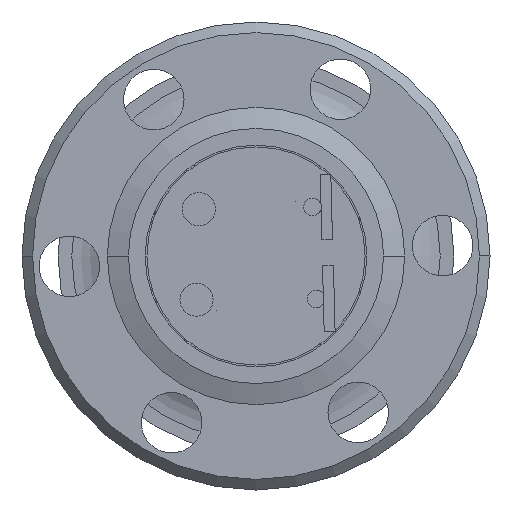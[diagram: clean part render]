
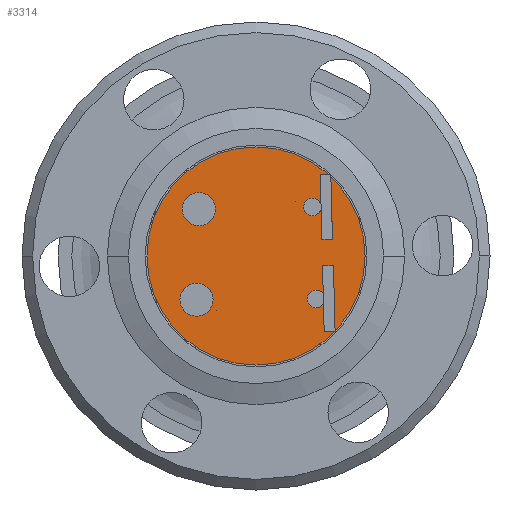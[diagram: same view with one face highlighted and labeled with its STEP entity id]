
A CAD part, front view. The second image highlights one B-rep face of the part: STEP entity #3314.
In plain terms, the highlighted planar face has unit normal (0, -1, 0).
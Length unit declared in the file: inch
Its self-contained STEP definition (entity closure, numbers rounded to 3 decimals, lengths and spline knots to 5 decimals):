
#1237 = CIRCLE ( 'NONE', #9991, 0.025 ) ;
#1348 = CIRCLE ( 'NONE', #4861, 0.00005 ) ;
#1353 = CIRCLE ( 'NONE', #4863, 0.00005 ) ;
#1391 = CARTESIAN_POINT ( 'NONE',  ( -0.11104, -2.13333, -0.15418 ) ) ;
#1393 = DIRECTION ( 'NONE',  ( 0., 1., 0. ) ) ;
#1395 = DIRECTION ( 'NONE',  ( 0., 0., -1. ) ) ;
#1555 = CARTESIAN_POINT ( 'NONE',  ( 0.17059, -2.13333, -0.12215 ) ) ;
#1556 = DIRECTION ( 'NONE',  ( 0., 1., 0. ) ) ;
#1557 = DIRECTION ( 'NONE',  ( 0., 0., -1. ) ) ;
#1744 = CARTESIAN_POINT ( 'NONE',  ( 0.11104, -2.13333, 0.15418 ) ) ;
#1745 = DIRECTION ( 'NONE',  ( 0., 1., 0. ) ) ;
#1746 = DIRECTION ( 'NONE',  ( 0., 0., -1. ) ) ;
#1754 = CARTESIAN_POINT ( 'NONE',  ( -0.11104, -2.13333, -0.15418 ) ) ;
#1755 = DIRECTION ( 'NONE',  ( 0., 1., 0. ) ) ;
#1756 = DIRECTION ( 'NONE',  ( 0., 0., -1. ) ) ;
#1760 = CARTESIAN_POINT ( 'NONE',  ( 0., -2.13333, 0. ) ) ;
#1761 = DIRECTION ( 'NONE',  ( 0., 1., 0. ) ) ;
#1762 = DIRECTION ( 'NONE',  ( 0., 0., 1. ) ) ;
#1816 = CARTESIAN_POINT ( 'NONE',  ( 0.17059, -2.13333, -0.14715 ) ) ;
#1868 = CARTESIAN_POINT ( 'NONE',  ( 0.18565, -2.13333, 0.13912 ) ) ;
#2120 = CARTESIAN_POINT ( 'NONE',  ( -0.16267, -2.13333, 0.13324 ) ) ;
#2121 = DIRECTION ( 'NONE',  ( 0., 1., 0. ) ) ;
#2122 = DIRECTION ( 'NONE',  ( 1., 0., 0. ) ) ;
#2435 = VERTEX_POINT ( 'NONE', #5925 ) ;
#2437 = VERTEX_POINT ( 'NONE', #5927 ) ;
#2579 = CARTESIAN_POINT ( 'NONE',  ( -0.16901, -2.13333, -0.12416 ) ) ;
#2580 = DIRECTION ( 'NONE',  ( 0., 1., 0. ) ) ;
#2581 = DIRECTION ( 'NONE',  ( 0., 0., -1. ) ) ;
#2724 = AXIS2_PLACEMENT_3D ( 'NONE', #4213, #4214, #4215 ) ;
#2782 = ORIENTED_EDGE ( 'NONE', *, *, #3790, .T. ) ;
#2803 = ORIENTED_EDGE ( 'NONE', *, *, #9634, .T. ) ;
#2824 = ORIENTED_EDGE ( 'NONE', *, *, #3580, .T. ) ;
#2836 = ORIENTED_EDGE ( 'NONE', *, *, #9559, .T. ) ;
#2837 = ORIENTED_EDGE ( 'NONE', *, *, #8436, .T. ) ;
#3016 = CIRCLE ( 'NONE', #2724, 0.025 ) ;
#3077 = CIRCLE ( 'NONE', #8396, 0.047 ) ;
#3203 = CIRCLE ( 'NONE', #10665, 0.047 ) ;
#3314 = ADVANCED_FACE ( 'NONE', ( #9440, #9450, #9446, #9442, #9448, #9451, #9452 ), #4714, .T. ) ;
#3491 = CIRCLE ( 'NONE', #4864, 0.31 ) ;
#3580 = EDGE_CURVE ( 'NONE', #4288, #4289, #8692, .T. ) ;
#3617 = EDGE_CURVE ( 'NONE', #4284, #4285, #8728, .T. ) ;
#3634 = EDGE_CURVE ( 'NONE', #8092, #8093, #8750, .T. ) ;
#3698 = EDGE_CURVE ( 'NONE', #4283, #4286, #8840, .T. ) ;
#3712 = EDGE_CURVE ( 'NONE', #10614, #8089, #8862, .T. ) ;
#3787 = EDGE_CURVE ( 'NONE', #10562, #4282, #6491, .T. ) ;
#3790 = EDGE_CURVE ( 'NONE', #2435, #2437, #6498, .T. ) ;
#3856 = AXIS2_PLACEMENT_3D ( 'NONE', #4716, #4711, #4717 ) ;
#4142 = CARTESIAN_POINT ( 'NONE',  ( 0.13565, -2.13333, 0.13912 ) ) ;
#4147 = CARTESIAN_POINT ( 'NONE',  ( -0.11567, -2.13333, 0.13324 ) ) ;
#4148 = CARTESIAN_POINT ( 'NONE',  ( -0.20967, -2.13333, 0.13324 ) ) ;
#4213 = CARTESIAN_POINT ( 'NONE',  ( 0.16065, -2.13333, 0.13912 ) ) ;
#4214 = DIRECTION ( 'NONE',  ( 0., 1., 0. ) ) ;
#4215 = DIRECTION ( 'NONE',  ( 1., 0., 0. ) ) ;
#4256 = EDGE_LOOP ( 'NONE', ( #10484, #2837 ) ) ;
#4258 = EDGE_LOOP ( 'NONE', ( #10485, #10462 ) ) ;
#4260 = EDGE_LOOP ( 'NONE', ( #10494, #10493 ) ) ;
#4261 = EDGE_LOOP ( 'NONE', ( #10097, #2836 ) ) ;
#4266 = EDGE_LOOP ( 'NONE', ( #2803, #2824 ) ) ;
#4267 = EDGE_LOOP ( 'NONE', ( #2782, #10142 ) ) ;
#4271 = EDGE_LOOP ( 'NONE', ( #10162, #10106 ) ) ;
#4282 = VERTEX_POINT ( 'NONE', #9194 ) ;
#4283 = VERTEX_POINT ( 'NONE', #5540 ) ;
#4284 = VERTEX_POINT ( 'NONE', #5549 ) ;
#4285 = VERTEX_POINT ( 'NONE', #9190 ) ;
#4286 = VERTEX_POINT ( 'NONE', #5550 ) ;
#4288 = VERTEX_POINT ( 'NONE', #5551 ) ;
#4289 = VERTEX_POINT ( 'NONE', #5544 ) ;
#4653 = CARTESIAN_POINT ( 'NONE',  ( -0.16267, -2.13333, 0.13324 ) ) ;
#4711 = DIRECTION ( 'NONE',  ( 0., -1., 0. ) ) ;
#4714 = PLANE ( 'NONE',  #3856 ) ;
#4716 = CARTESIAN_POINT ( 'NONE',  ( 0., -2.13333, 0. ) ) ;
#4717 = DIRECTION ( 'NONE',  ( 0., 0., -1. ) ) ;
#4861 = AXIS2_PLACEMENT_3D ( 'NONE', #1744, #1745, #1746 ) ;
#4863 = AXIS2_PLACEMENT_3D ( 'NONE', #1754, #1755, #1756 ) ;
#4864 = AXIS2_PLACEMENT_3D ( 'NONE', #1760, #1761, #1762 ) ;
#5340 = CARTESIAN_POINT ( 'NONE',  ( 0.11104, -2.13333, 0.15418 ) ) ;
#5341 = DIRECTION ( 'NONE',  ( 0., 1., 0. ) ) ;
#5342 = DIRECTION ( 'NONE',  ( 0., 0., -1. ) ) ;
#5540 = CARTESIAN_POINT ( 'NONE',  ( 0., -2.13333, -0.31 ) ) ;
#5544 = CARTESIAN_POINT ( 'NONE',  ( 0.11104, -2.13333, 0.15413 ) ) ;
#5549 = CARTESIAN_POINT ( 'NONE',  ( -0.11104, -2.13333, -0.15413 ) ) ;
#5550 = CARTESIAN_POINT ( 'NONE',  ( 0., -2.13333, 0.31 ) ) ;
#5551 = CARTESIAN_POINT ( 'NONE',  ( 0.11104, -2.13333, 0.15423 ) ) ;
#5925 = CARTESIAN_POINT ( 'NONE',  ( -0.16901, -2.13333, -0.17116 ) ) ;
#5927 = CARTESIAN_POINT ( 'NONE',  ( -0.16901, -2.13333, -0.07716 ) ) ;
#6491 = CIRCLE ( 'NONE', #9664, 0.025 ) ;
#6498 = CIRCLE ( 'NONE', #9662, 0.047 ) ;
#8089 = VERTEX_POINT ( 'NONE', #4142 ) ;
#8092 = VERTEX_POINT ( 'NONE', #4147 ) ;
#8093 = VERTEX_POINT ( 'NONE', #4148 ) ;
#8160 = DIRECTION ( 'NONE',  ( 0., 1., 0. ) ) ;
#8161 = DIRECTION ( 'NONE',  ( 1., 0., 0. ) ) ;
#8324 = CARTESIAN_POINT ( 'NONE',  ( 0., -2.13333, 0. ) ) ;
#8325 = DIRECTION ( 'NONE',  ( 0., 1., 0. ) ) ;
#8326 = DIRECTION ( 'NONE',  ( 0., 0., 1. ) ) ;
#8357 = CARTESIAN_POINT ( 'NONE',  ( 0.16065, -2.13333, 0.13912 ) ) ;
#8358 = DIRECTION ( 'NONE',  ( 0., 1., 0. ) ) ;
#8359 = DIRECTION ( 'NONE',  ( 1., 0., 0. ) ) ;
#8396 = AXIS2_PLACEMENT_3D ( 'NONE', #2579, #2580, #2581 ) ;
#8436 = EDGE_CURVE ( 'NONE', #8089, #10614, #3016, .T. ) ;
#8478 = EDGE_CURVE ( 'NONE', #2437, #2435, #3077, .T. ) ;
#8579 = EDGE_CURVE ( 'NONE', #8093, #8092, #3203, .T. ) ;
#8692 = CIRCLE ( 'NONE', #9829, 0.00005 ) ;
#8728 = CIRCLE ( 'NONE', #9805, 0.00005 ) ;
#8750 = CIRCLE ( 'NONE', #9794, 0.047 ) ;
#8840 = CIRCLE ( 'NONE', #9723, 0.31 ) ;
#8862 = CIRCLE ( 'NONE', #9716, 0.025 ) ;
#8976 = CARTESIAN_POINT ( 'NONE',  ( 0.17059, -2.13333, -0.12215 ) ) ;
#8977 = DIRECTION ( 'NONE',  ( 0., 1., 0. ) ) ;
#8978 = DIRECTION ( 'NONE',  ( 0., 0., -1. ) ) ;
#8984 = CARTESIAN_POINT ( 'NONE',  ( -0.16901, -2.13333, -0.12416 ) ) ;
#8985 = DIRECTION ( 'NONE',  ( 0., 1., 0. ) ) ;
#8986 = DIRECTION ( 'NONE',  ( 0., 0., -1. ) ) ;
#9190 = CARTESIAN_POINT ( 'NONE',  ( -0.11104, -2.13333, -0.15423 ) ) ;
#9194 = CARTESIAN_POINT ( 'NONE',  ( 0.17059, -2.13333, -0.09715 ) ) ;
#9440 = FACE_BOUND ( 'NONE', #4261, .T. ) ;
#9442 = FACE_BOUND ( 'NONE', #4266, .T. ) ;
#9446 = FACE_BOUND ( 'NONE', #4271, .T. ) ;
#9448 = FACE_BOUND ( 'NONE', #4258, .T. ) ;
#9450 = FACE_BOUND ( 'NONE', #4267, .T. ) ;
#9451 = FACE_OUTER_BOUND ( 'NONE', #4260, .T. ) ;
#9452 = FACE_BOUND ( 'NONE', #4256, .T. ) ;
#9559 = EDGE_CURVE ( 'NONE', #4282, #10562, #1237, .T. ) ;
#9634 = EDGE_CURVE ( 'NONE', #4289, #4288, #1348, .T. ) ;
#9638 = EDGE_CURVE ( 'NONE', #4285, #4284, #1353, .T. ) ;
#9640 = EDGE_CURVE ( 'NONE', #4286, #4283, #3491, .T. ) ;
#9662 = AXIS2_PLACEMENT_3D ( 'NONE', #8984, #8985, #8986 ) ;
#9664 = AXIS2_PLACEMENT_3D ( 'NONE', #8976, #8977, #8978 ) ;
#9716 = AXIS2_PLACEMENT_3D ( 'NONE', #8357, #8358, #8359 ) ;
#9723 = AXIS2_PLACEMENT_3D ( 'NONE', #8324, #8325, #8326 ) ;
#9794 = AXIS2_PLACEMENT_3D ( 'NONE', #4653, #8160, #8161 ) ;
#9805 = AXIS2_PLACEMENT_3D ( 'NONE', #1391, #1393, #1395 ) ;
#9829 = AXIS2_PLACEMENT_3D ( 'NONE', #5340, #5341, #5342 ) ;
#9991 = AXIS2_PLACEMENT_3D ( 'NONE', #1555, #1556, #1557 ) ;
#10097 = ORIENTED_EDGE ( 'NONE', *, *, #3787, .T. ) ;
#10106 = ORIENTED_EDGE ( 'NONE', *, *, #8579, .T. ) ;
#10142 = ORIENTED_EDGE ( 'NONE', *, *, #8478, .T. ) ;
#10162 = ORIENTED_EDGE ( 'NONE', *, *, #3634, .T. ) ;
#10462 = ORIENTED_EDGE ( 'NONE', *, *, #3617, .T. ) ;
#10484 = ORIENTED_EDGE ( 'NONE', *, *, #3712, .T. ) ;
#10485 = ORIENTED_EDGE ( 'NONE', *, *, #9638, .T. ) ;
#10493 = ORIENTED_EDGE ( 'NONE', *, *, #3698, .F. ) ;
#10494 = ORIENTED_EDGE ( 'NONE', *, *, #9640, .F. ) ;
#10562 = VERTEX_POINT ( 'NONE', #1816 ) ;
#10614 = VERTEX_POINT ( 'NONE', #1868 ) ;
#10665 = AXIS2_PLACEMENT_3D ( 'NONE', #2120, #2121, #2122 ) ;
